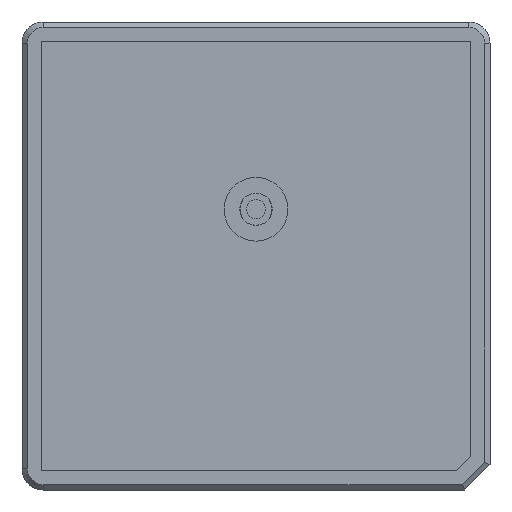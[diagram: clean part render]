
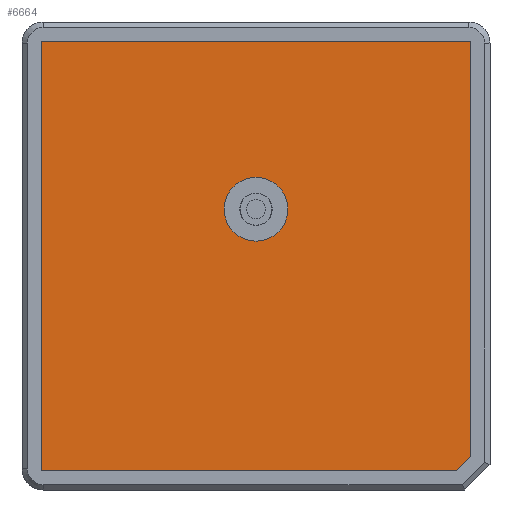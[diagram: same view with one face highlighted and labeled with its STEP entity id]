
A CAD part, front view. The second image highlights one B-rep face of the part: STEP entity #6664.
In plain terms, the highlighted planar face has unit normal (0, -1, 0).
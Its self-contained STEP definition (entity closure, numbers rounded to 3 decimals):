
#93 = VERTEX_POINT ( 'NONE', #13774 ) ;
#161 = CARTESIAN_POINT ( 'NONE',  ( 10.1, -0.01, 10. ) ) ;
#171 = CIRCLE ( 'NONE', #7935, 1.5 ) ;
#239 = CARTESIAN_POINT ( 'NONE',  ( 0., -0.01, 2.2 ) ) ;
#329 = DIRECTION ( 'NONE',  ( 0., -1., 0. ) ) ;
#458 = EDGE_LOOP ( 'NONE', ( #7259, #7124, #4237, #6516, #13380, #6422, #12171, #13681 ) ) ;
#631 = CIRCLE ( 'NONE', #4194, 0.1 ) ;
#673 = CIRCLE ( 'NONE', #5762, 1.5 ) ;
#822 = VECTOR ( 'NONE', #847, 1000. ) ;
#847 = DIRECTION ( 'NONE',  ( 0., 0., -1. ) ) ;
#1188 = ORIENTED_EDGE ( 'NONE', *, *, #13617, .F. ) ;
#1419 = CARTESIAN_POINT ( 'NONE',  ( 9.427, -0.01, -10.1 ) ) ;
#1689 = DIRECTION ( 'NONE',  ( 0., 0., -1. ) ) ;
#1986 = CARTESIAN_POINT ( 'NONE',  ( 10., -0.01, 10.1 ) ) ;
#2120 = VERTEX_POINT ( 'NONE', #8527 ) ;
#2122 = DIRECTION ( 'NONE',  ( 0., 0., 1. ) ) ;
#2165 = CARTESIAN_POINT ( 'NONE',  ( -10.1, -0.01, 10. ) ) ;
#2871 = VERTEX_POINT ( 'NONE', #2165 ) ;
#2902 = CARTESIAN_POINT ( 'NONE',  ( -10., -0.01, -10.1 ) ) ;
#3149 = VERTEX_POINT ( 'NONE', #13885 ) ;
#3217 = FACE_BOUND ( 'NONE', #8498, .T. ) ;
#4194 = AXIS2_PLACEMENT_3D ( 'NONE', #10305, #12482, #1689 ) ;
#4237 = ORIENTED_EDGE ( 'NONE', *, *, #13647, .T. ) ;
#4307 = VERTEX_POINT ( 'NONE', #1986 ) ;
#4452 = PLANE ( 'NONE',  #12321 ) ;
#4456 = VERTEX_POINT ( 'NONE', #161 ) ;
#4834 = CARTESIAN_POINT ( 'NONE',  ( 0., -0.01, 2.2 ) ) ;
#4918 = DIRECTION ( 'NONE',  ( 0., -1., 0. ) ) ;
#5171 = EDGE_CURVE ( 'NONE', #2871, #5949, #9112, .T. ) ;
#5746 = CIRCLE ( 'NONE', #13067, 0.1 ) ;
#5762 = AXIS2_PLACEMENT_3D ( 'NONE', #239, #329, #7776 ) ;
#5929 = LINE ( 'NONE', #1419, #11284 ) ;
#5949 = VERTEX_POINT ( 'NONE', #7893 ) ;
#5951 = EDGE_CURVE ( 'NONE', #4307, #6987, #12339, .T. ) ;
#6422 = ORIENTED_EDGE ( 'NONE', *, *, #5951, .T. ) ;
#6516 = ORIENTED_EDGE ( 'NONE', *, *, #11431, .T. ) ;
#6664 = ADVANCED_FACE ( 'NONE', ( #7084, #3217 ), #4452, .T. ) ;
#6771 = EDGE_CURVE ( 'NONE', #4456, #4307, #5746, .T. ) ;
#6919 = EDGE_CURVE ( 'NONE', #5949, #8109, #7763, .T. ) ;
#6987 = VERTEX_POINT ( 'NONE', #8053 ) ;
#7084 = FACE_OUTER_BOUND ( 'NONE', #458, .T. ) ;
#7124 = ORIENTED_EDGE ( 'NONE', *, *, #12754, .T. ) ;
#7152 = LINE ( 'NONE', #12035, #9520 ) ;
#7154 = DIRECTION ( 'NONE',  ( -1., 0., 0. ) ) ;
#7259 = ORIENTED_EDGE ( 'NONE', *, *, #6919, .T. ) ;
#7330 = CARTESIAN_POINT ( 'NONE',  ( -10., -0.01, -10. ) ) ;
#7763 = CIRCLE ( 'NONE', #13612, 0.1 ) ;
#7776 = DIRECTION ( 'NONE',  ( 0., 0., -1. ) ) ;
#7832 = DIRECTION ( 'NONE',  ( 0.707, 0., 0.707 ) ) ;
#7893 = CARTESIAN_POINT ( 'NONE',  ( -10.1, -0.01, -10. ) ) ;
#7935 = AXIS2_PLACEMENT_3D ( 'NONE', #4834, #12349, #8156 ) ;
#8053 = CARTESIAN_POINT ( 'NONE',  ( -10., -0.01, 10.1 ) ) ;
#8109 = VERTEX_POINT ( 'NONE', #10973 ) ;
#8156 = DIRECTION ( 'NONE',  ( 0., 0., -1. ) ) ;
#8281 = DIRECTION ( 'NONE',  ( 0., -1., 0. ) ) ;
#8498 = EDGE_LOOP ( 'NONE', ( #1188, #11634 ) ) ;
#8527 = CARTESIAN_POINT ( 'NONE',  ( 10.1, -0.01, -9.427 ) ) ;
#8769 = CARTESIAN_POINT ( 'NONE',  ( -10., -0.01, -10. ) ) ;
#8906 = CARTESIAN_POINT ( 'NONE',  ( -10.1, -0.01, 10. ) ) ;
#8924 = EDGE_CURVE ( 'NONE', #6987, #2871, #631, .T. ) ;
#9112 = LINE ( 'NONE', #8906, #822 ) ;
#9409 = CARTESIAN_POINT ( 'NONE',  ( 0., -0.01, 0.7 ) ) ;
#9520 = VECTOR ( 'NONE', #2122, 1000. ) ;
#9652 = LINE ( 'NONE', #2902, #12194 ) ;
#10305 = CARTESIAN_POINT ( 'NONE',  ( -10., -0.01, 10. ) ) ;
#10470 = DIRECTION ( 'NONE',  ( 1., 0., 0. ) ) ;
#10854 = VERTEX_POINT ( 'NONE', #9409 ) ;
#10973 = CARTESIAN_POINT ( 'NONE',  ( -10., -0.01, -10.1 ) ) ;
#11284 = VECTOR ( 'NONE', #7832, 1000. ) ;
#11424 = CARTESIAN_POINT ( 'NONE',  ( 10., -0.01, 10. ) ) ;
#11431 = EDGE_CURVE ( 'NONE', #2120, #4456, #7152, .T. ) ;
#11565 = DIRECTION ( 'NONE',  ( 0., 0., -1. ) ) ;
#11634 = ORIENTED_EDGE ( 'NONE', *, *, #13762, .F. ) ;
#12009 = DIRECTION ( 'NONE',  ( 0., -1., 0. ) ) ;
#12035 = CARTESIAN_POINT ( 'NONE',  ( 10.1, -0.01, -9.427 ) ) ;
#12171 = ORIENTED_EDGE ( 'NONE', *, *, #8924, .T. ) ;
#12194 = VECTOR ( 'NONE', #10470, 1000. ) ;
#12321 = AXIS2_PLACEMENT_3D ( 'NONE', #8769, #12009, #13115 ) ;
#12339 = LINE ( 'NONE', #12539, #12506 ) ;
#12349 = DIRECTION ( 'NONE',  ( 0., -1., 0. ) ) ;
#12482 = DIRECTION ( 'NONE',  ( 0., -1., 0. ) ) ;
#12506 = VECTOR ( 'NONE', #7154, 1000. ) ;
#12539 = CARTESIAN_POINT ( 'NONE',  ( 10., -0.01, 10.1 ) ) ;
#12754 = EDGE_CURVE ( 'NONE', #8109, #93, #9652, .T. ) ;
#13067 = AXIS2_PLACEMENT_3D ( 'NONE', #11424, #4918, #13592 ) ;
#13115 = DIRECTION ( 'NONE',  ( 0., 0., -1. ) ) ;
#13380 = ORIENTED_EDGE ( 'NONE', *, *, #6771, .T. ) ;
#13592 = DIRECTION ( 'NONE',  ( 0., 0., -1. ) ) ;
#13612 = AXIS2_PLACEMENT_3D ( 'NONE', #7330, #8281, #11565 ) ;
#13617 = EDGE_CURVE ( 'NONE', #3149, #10854, #673, .T. ) ;
#13647 = EDGE_CURVE ( 'NONE', #93, #2120, #5929, .T. ) ;
#13681 = ORIENTED_EDGE ( 'NONE', *, *, #5171, .T. ) ;
#13762 = EDGE_CURVE ( 'NONE', #10854, #3149, #171, .T. ) ;
#13774 = CARTESIAN_POINT ( 'NONE',  ( 9.427, -0.01, -10.1 ) ) ;
#13885 = CARTESIAN_POINT ( 'NONE',  ( 0., -0.01, 3.7 ) ) ;
